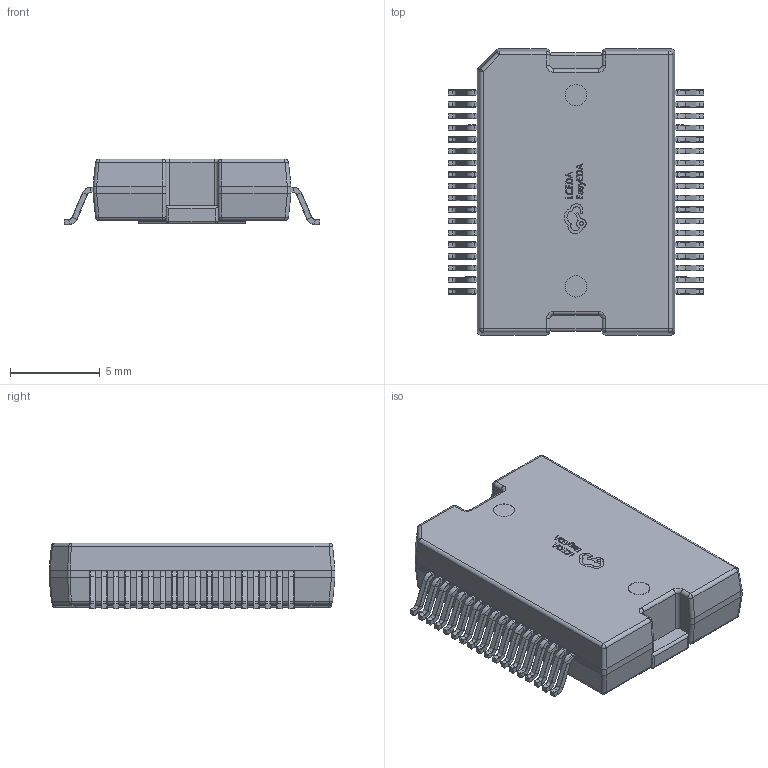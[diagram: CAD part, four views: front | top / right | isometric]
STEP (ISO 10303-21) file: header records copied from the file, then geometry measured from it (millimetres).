
FILE_DESCRIPTION (( 'STEP AP214' ), '1' );
FILE_NAME ('POWERSO36_L15.9-W11.0-H3.4-LS14.5-P0.65.step', '2022-07-09T04:04:49', ( '' ), ( '' ), 'SwSTEP 2.0', 'SolidWorks 2020', '' );
FILE_SCHEMA (( 'AUTOMOTIVE_DESIGN' ));
Length unit declared in the file: millimetre
Products named in the file (1): POWERSO36_L15.9-W11.0-H3.4-LS14.5-P0.65
Bounding box: 14.21 x 15.9 x 3.65 mm (x, y, z)
Volume: 589.1 mm3; surface area: 639.4 mm2
Topology: 37 solids, 37 shells, 2309 faces, 5015 edges, 2732 vertices
Faces by surface type: plane 866, cylinder 833, torus 296, sphere 202, bspline 112
Entity records: 87088 total; most frequent: CARTESIAN_POINT 12087, DIRECTION 10927, ORIENTED_EDGE 9734, EDGE_CURVE 4867, AXIS2_PLACEMENT_3D 4136, VERTEX_POINT 2660, VECTOR 2655, LINE 2655
